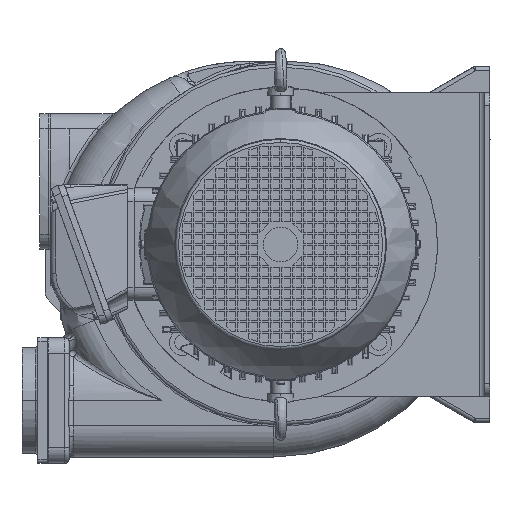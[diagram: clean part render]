
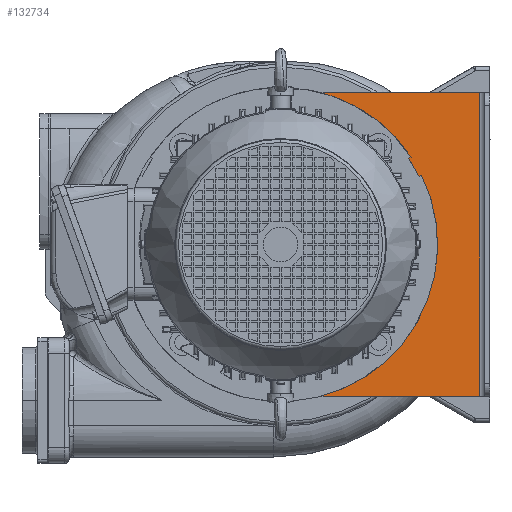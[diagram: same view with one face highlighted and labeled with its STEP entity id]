
A CAD part, left-side view. The second image highlights one B-rep face of the part: STEP entity #132734.
In plain terms, the highlighted planar face has unit normal (-1, 0, 0).
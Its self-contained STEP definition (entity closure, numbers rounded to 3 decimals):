
#34351=CARTESIAN_POINT('',(-610.5,77.573,81.951));
#34361=CARTESIAN_POINT('',(-610.5,77.688,82.164));
#34363=CARTESIAN_POINT('',(-610.5,165.,35.));
#34364=DIRECTION('',(1.,0.,0.));
#34365=DIRECTION('',(0.,-0.88,0.475));
#34366=AXIS2_PLACEMENT_3D('',#34363,#34364,#34365);
#34372=CARTESIAN_POINT('',(-610.5,200.,0.));
#34373=DIRECTION('',(-1.,0.,0.));
#34374=DIRECTION('',(0.,-0.241,-0.971));
#34375=AXIS2_PLACEMENT_3D('',#34372,#34373,#34374);
#34377=DIRECTION('',(0.,0.866,-0.5));
#34378=VECTOR('',#34377,2.666);
#34379=CARTESIAN_POINT('',(-610.5,65.385,66.173));
#34380=LINE('',#34379,#34378);
#34381=DIRECTION('',(0.,0.5,0.866));
#34382=VECTOR('',#34381,19.758);
#34383=CARTESIAN_POINT('',(-610.5,67.694,64.84));
#34384=LINE('',#34383,#34382);
#34385=DIRECTION('',(0.,-0.866,0.5));
#34386=VECTOR('',#34385,2.659);
#34387=CARTESIAN_POINT('',(-610.5,77.688,82.164));
#34388=LINE('',#34387,#34386);
#34389=CARTESIAN_POINT('',(-610.5,200.,0.));
#34390=DIRECTION('',(-1.,0.,0.));
#34391=DIRECTION('',(0.,-0.831,0.557));
#34392=AXIS2_PLACEMENT_3D('',#34389,#34390,#34391);
#34394=DIRECTION('',(0.,1.,0.));
#34395=VECTOR('',#34394,149.073);
#34396=CARTESIAN_POINT('',(-610.5,10.,145.));
#34397=LINE('',#34396,#34395);
#34398=DIRECTION('',(0.,-1.,0.));
#34399=VECTOR('',#34398,149.073);
#34400=CARTESIAN_POINT('',(-610.5,159.073,-145.));
#34401=LINE('',#34400,#34399);
#34406=CARTESIAN_POINT('',(-610.5,159.073,165.));
#34407=DIRECTION('',(1.,0.,0.));
#34408=DIRECTION('',(0.,0.,-1.));
#34409=AXIS2_PLACEMENT_3D('',#34406,#34407,#34408);
#34520=CARTESIAN_POINT('',(-610.5,159.073,-165.));
#34521=DIRECTION('',(1.,0.,0.));
#34522=DIRECTION('',(0.,0.241,0.971));
#34523=AXIS2_PLACEMENT_3D('',#34520,#34521,#34522);
#34539=DIRECTION('',(0.,0.,-1.));
#34540=VECTOR('',#34539,290.);
#34541=CARTESIAN_POINT('',(-610.5,10.,145.));
#34542=LINE('',#34541,#34540);
#73898=CARTESIAN_POINT('',(-610.5,159.073,-145.));
#73899=CARTESIAN_POINT('',(-610.5,10.,-145.));
#73900=VERTEX_POINT('',#73898);
#73901=VERTEX_POINT('',#73899);
#73906=CARTESIAN_POINT('',(-610.5,10.,145.));
#73907=CARTESIAN_POINT('',(-610.5,159.073,145.));
#73908=VERTEX_POINT('',#73906);
#73909=VERTEX_POINT('',#73907);
#80586=VERTEX_POINT('',#34351);
#80588=VERTEX_POINT('',#34361);
#80589=CARTESIAN_POINT('',(-610.5,163.888,-145.588));
#80590=CARTESIAN_POINT('',(-610.5,65.385,66.173));
#80591=VERTEX_POINT('',#80589);
#80592=VERTEX_POINT('',#80590);
#80597=CARTESIAN_POINT('',(-610.5,67.694,64.84));
#80598=VERTEX_POINT('',#80597);
#80607=CARTESIAN_POINT('',(-610.5,75.385,83.493));
#80608=VERTEX_POINT('',#80607);
#80611=CARTESIAN_POINT('',(-610.5,163.888,145.588));
#80612=VERTEX_POINT('',#80611);
#132710=CARTESIAN_POINT('',(-610.5,200.,0.));
#132711=DIRECTION('',(-1.,0.,0.));
#132712=DIRECTION('',(0.,0.,1.));
#132713=AXIS2_PLACEMENT_3D('',#132710,#132711,#132712);
#132714=PLANE('',#132713);
#132715=ORIENTED_EDGE('',*,*,#132396,.T.);
#132717=ORIENTED_EDGE('',*,*,#132716,.T.);
#132718=ORIENTED_EDGE('',*,*,#132701,.T.);
#132719=ORIENTED_EDGE('',*,*,#132690,.F.);
#132720=ORIENTED_EDGE('',*,*,#132677,.T.);
#132721=ORIENTED_EDGE('',*,*,#132403,.T.);
#132723=ORIENTED_EDGE('',*,*,#132722,.F.);
#132725=ORIENTED_EDGE('',*,*,#132724,.F.);
#132727=ORIENTED_EDGE('',*,*,#132726,.T.);
#132729=ORIENTED_EDGE('',*,*,#132728,.F.);
#132731=ORIENTED_EDGE('',*,*,#132730,.F.);
#132732=EDGE_LOOP('',(#132715,#132717,#132718,#132719,#132720,#132721,#132723,
#132725,#132727,#132729,#132731));
#132733=FACE_OUTER_BOUND('',#132732,.F.);
#132734=ADVANCED_FACE('',(#132733),#132714,.T.);
#34367=CIRCLE('',#34366,99.236);
#34376=CIRCLE('',#34375,150.);
#34393=CIRCLE('',#34392,150.);
#34410=CIRCLE('',#34409,20.);
#34524=CIRCLE('',#34523,20.);
#132396=EDGE_CURVE('',#80591,#80592,#34376,.T.);
#132403=EDGE_CURVE('',#80608,#80612,#34393,.T.);
#132677=EDGE_CURVE('',#80588,#80608,#34388,.T.);
#132690=EDGE_CURVE('',#80588,#80586,#34367,.T.);
#132701=EDGE_CURVE('',#80598,#80586,#34384,.T.);
#132716=EDGE_CURVE('',#80592,#80598,#34380,.T.);
#132722=EDGE_CURVE('',#73909,#80612,#34410,.T.);
#132724=EDGE_CURVE('',#73908,#73909,#34397,.T.);
#132726=EDGE_CURVE('',#73908,#73901,#34542,.T.);
#132728=EDGE_CURVE('',#73900,#73901,#34401,.T.);
#132730=EDGE_CURVE('',#80591,#73900,#34524,.T.);
